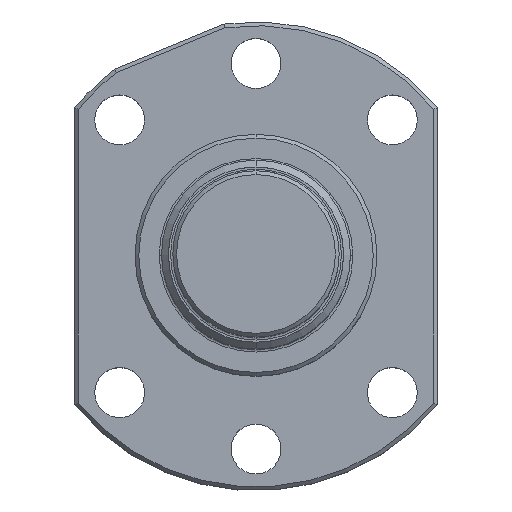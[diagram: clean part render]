
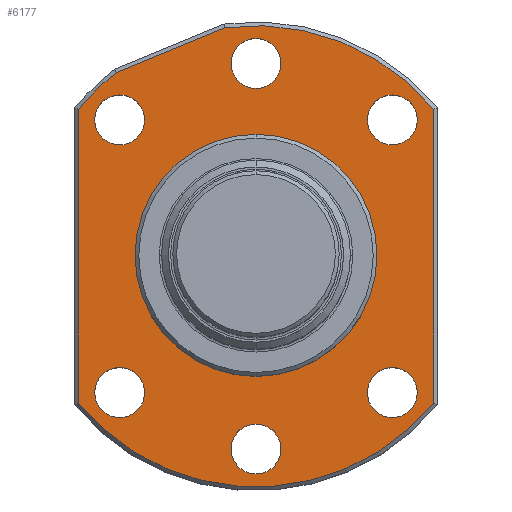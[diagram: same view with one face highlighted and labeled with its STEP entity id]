
A CAD part, top view. The second image highlights one B-rep face of the part: STEP entity #6177.
In plain terms, the highlighted planar face has unit normal (0, 0, 1).
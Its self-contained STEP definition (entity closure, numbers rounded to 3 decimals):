
#4575=CARTESIAN_POINT('',(0.,0.,12.));
#4576=DIRECTION('',(0.,0.,-1.));
#4577=DIRECTION('',(-1.,0.,0.));
#4578=AXIS2_PLACEMENT_3D('',#4575,#4576,#4577);
#4598=CARTESIAN_POINT('',(0.,0.,12.));
#4599=DIRECTION('',(0.,0.,1.));
#4600=DIRECTION('',(-1.,0.,0.));
#4601=AXIS2_PLACEMENT_3D('',#4598,#4599,#4600);
#5007=CARTESIAN_POINT('',(-18.031,-18.031,12.));
#5008=DIRECTION('',(0.,0.,-1.));
#5009=DIRECTION('',(-1.,0.,0.));
#5010=AXIS2_PLACEMENT_3D('',#5007,#5008,#5009);
#5015=CARTESIAN_POINT('',(-18.031,-18.031,12.));
#5016=DIRECTION('',(0.,0.,-1.));
#5017=DIRECTION('',(1.,0.,0.));
#5018=AXIS2_PLACEMENT_3D('',#5015,#5016,#5017);
#5023=CARTESIAN_POINT('',(-25.5,0.,12.));
#5024=DIRECTION('',(0.,0.,-1.));
#5025=DIRECTION('',(-1.,0.,0.));
#5026=AXIS2_PLACEMENT_3D('',#5023,#5024,#5025);
#5031=CARTESIAN_POINT('',(-25.5,0.,12.));
#5032=DIRECTION('',(0.,0.,-1.));
#5033=DIRECTION('',(1.,0.,0.));
#5034=AXIS2_PLACEMENT_3D('',#5031,#5032,#5033);
#5039=CARTESIAN_POINT('',(-18.031,18.031,12.));
#5040=DIRECTION('',(0.,0.,-1.));
#5041=DIRECTION('',(-1.,0.,0.));
#5042=AXIS2_PLACEMENT_3D('',#5039,#5040,#5041);
#5047=CARTESIAN_POINT('',(-18.031,18.031,12.));
#5048=DIRECTION('',(0.,0.,-1.));
#5049=DIRECTION('',(1.,0.,0.));
#5050=AXIS2_PLACEMENT_3D('',#5047,#5048,#5049);
#5055=CARTESIAN_POINT('',(18.031,-18.031,12.));
#5056=DIRECTION('',(0.,0.,1.));
#5057=DIRECTION('',(1.,0.,0.));
#5058=AXIS2_PLACEMENT_3D('',#5055,#5056,#5057);
#5063=CARTESIAN_POINT('',(18.031,-18.031,12.));
#5064=DIRECTION('',(0.,0.,1.));
#5065=DIRECTION('',(-1.,0.,0.));
#5066=AXIS2_PLACEMENT_3D('',#5063,#5064,#5065);
#5071=CARTESIAN_POINT('',(25.5,0.,12.));
#5072=DIRECTION('',(0.,0.,1.));
#5073=DIRECTION('',(1.,0.,0.));
#5074=AXIS2_PLACEMENT_3D('',#5071,#5072,#5073);
#5079=CARTESIAN_POINT('',(25.5,0.,12.));
#5080=DIRECTION('',(0.,0.,1.));
#5081=DIRECTION('',(-1.,0.,0.));
#5082=AXIS2_PLACEMENT_3D('',#5079,#5080,#5081);
#5087=CARTESIAN_POINT('',(18.031,18.031,12.));
#5088=DIRECTION('',(0.,0.,1.));
#5089=DIRECTION('',(1.,0.,0.));
#5090=AXIS2_PLACEMENT_3D('',#5087,#5088,#5089);
#5095=CARTESIAN_POINT('',(18.031,18.031,12.));
#5096=DIRECTION('',(0.,0.,1.));
#5097=DIRECTION('',(-1.,0.,0.));
#5098=AXIS2_PLACEMENT_3D('',#5095,#5096,#5097);
#5103=DIRECTION('',(-0.383,0.924,0.));
#5104=VECTOR('',#5103,15.492);
#5105=CARTESIAN_POINT('',(30.219,4.133,12.));
#5106=LINE('',#5105,#5104);
#5110=DIRECTION('',(1.,0.,0.));
#5111=VECTOR('',#5110,38.884);
#5112=CARTESIAN_POINT('',(-19.442,-23.5,
12.));
#5113=LINE('',#5112,#5111);
#5117=DIRECTION('',(-1.,0.,0.));
#5118=VECTOR('',#5117,38.884);
#5119=CARTESIAN_POINT('',(19.442,23.5,12.));
#5120=LINE('',#5119,#5118);
#5334=CARTESIAN_POINT('',(0.,0.,12.));
#5335=DIRECTION('',(0.,0.,1.));
#5336=DIRECTION('',(-0.637,0.77,0.));
#5337=AXIS2_PLACEMENT_3D('',#5334,#5335,#5336);
#5347=CARTESIAN_POINT('',(-19.442,23.5,12.));
#5352=CARTESIAN_POINT('',(19.442,23.5,12.));
#5501=CARTESIAN_POINT('',(19.442,-23.5,12.));
#5525=CARTESIAN_POINT('',(0.,0.,12.));
#5526=DIRECTION('',(0.,0.,1.));
#5527=DIRECTION('',(0.796,0.605,0.));
#5528=AXIS2_PLACEMENT_3D('',#5525,#5526,#5527);
#5558=CARTESIAN_POINT('',(0.,0.,12.));
#5559=DIRECTION('',(0.,0.,1.));
#5560=DIRECTION('',(0.637,-0.77,0.));
#5561=AXIS2_PLACEMENT_3D('',#5558,#5559,#5560);
#5604=CARTESIAN_POINT('',(-12.,0.,12.));
#5606=VERTEX_POINT('',#5604);
#5608=CARTESIAN_POINT('',(12.,0.,12.));
#5610=VERTEX_POINT('',#5608);
#5621=VERTEX_POINT('',#5347);
#5622=VERTEX_POINT('',#5352);
#5625=VERTEX_POINT('',#5501);
#5628=CARTESIAN_POINT('',(-19.442,-23.5,12.));
#5629=VERTEX_POINT('',#5628);
#5652=CARTESIAN_POINT('',(30.219,4.133,12.));
#5653=CARTESIAN_POINT('',(24.29,18.446,12.));
#5654=VERTEX_POINT('',#5652);
#5655=VERTEX_POINT('',#5653);
#5697=CARTESIAN_POINT('',(-21.331,-18.031,12.));
#5698=CARTESIAN_POINT('',(-14.731,-18.031,12.));
#5699=VERTEX_POINT('',#5697);
#5700=VERTEX_POINT('',#5698);
#5705=CARTESIAN_POINT('',(-28.8,0.,12.));
#5706=CARTESIAN_POINT('',(-22.2,0.,12.));
#5707=VERTEX_POINT('',#5705);
#5708=VERTEX_POINT('',#5706);
#5713=CARTESIAN_POINT('',(-21.331,18.031,12.));
#5714=CARTESIAN_POINT('',(-14.731,18.031,12.));
#5715=VERTEX_POINT('',#5713);
#5716=VERTEX_POINT('',#5714);
#5717=CARTESIAN_POINT('',(21.331,-18.031,12.));
#5719=VERTEX_POINT('',#5717);
#5721=CARTESIAN_POINT('',(14.731,-18.031,12.));
#5723=VERTEX_POINT('',#5721);
#5725=CARTESIAN_POINT('',(28.8,0.,12.));
#5727=VERTEX_POINT('',#5725);
#5729=CARTESIAN_POINT('',(22.2,0.,12.));
#5731=VERTEX_POINT('',#5729);
#5733=CARTESIAN_POINT('',(21.331,18.031,12.));
#5735=VERTEX_POINT('',#5733);
#5737=CARTESIAN_POINT('',(14.731,18.031,12.));
#5739=VERTEX_POINT('',#5737);
#6120=CARTESIAN_POINT('',(0.,0.,12.));
#6121=DIRECTION('',(0.,0.,-1.));
#6122=DIRECTION('',(1.,0.,0.));
#6123=AXIS2_PLACEMENT_3D('',#6120,#6121,#6122);
#6124=PLANE('',#6123);
#6126=ORIENTED_EDGE('',*,*,#6125,.F.);
#6128=ORIENTED_EDGE('',*,*,#6127,.F.);
#6130=ORIENTED_EDGE('',*,*,#6129,.F.);
#6132=ORIENTED_EDGE('',*,*,#6131,.F.);
#6134=ORIENTED_EDGE('',*,*,#6133,.F.);
#6136=ORIENTED_EDGE('',*,*,#6135,.F.);
#6137=EDGE_LOOP('',(#6126,#6128,#6130,#6132,#6134,#6136));
#6138=FACE_OUTER_BOUND('',#6137,.F.);
#6139=ORIENTED_EDGE('',*,*,#6100,.F.);
#6140=ORIENTED_EDGE('',*,*,#6114,.F.);
#6141=EDGE_LOOP('',(#6139,#6140));
#6142=FACE_BOUND('',#6141,.F.);
#6144=ORIENTED_EDGE('',*,*,#6143,.F.);
#6146=ORIENTED_EDGE('',*,*,#6145,.F.);
#6147=EDGE_LOOP('',(#6144,#6146));
#6148=FACE_BOUND('',#6147,.F.);
#6150=ORIENTED_EDGE('',*,*,#6149,.F.);
#6152=ORIENTED_EDGE('',*,*,#6151,.F.);
#6153=EDGE_LOOP('',(#6150,#6152));
#6154=FACE_BOUND('',#6153,.F.);
#6156=ORIENTED_EDGE('',*,*,#6155,.T.);
#6158=ORIENTED_EDGE('',*,*,#6157,.T.);
#6159=EDGE_LOOP('',(#6156,#6158));
#6160=FACE_BOUND('',#6159,.F.);
#6162=ORIENTED_EDGE('',*,*,#6161,.T.);
#6164=ORIENTED_EDGE('',*,*,#6163,.T.);
#6165=EDGE_LOOP('',(#6162,#6164));
#6166=FACE_BOUND('',#6165,.F.);
#6168=ORIENTED_EDGE('',*,*,#6167,.T.);
#6170=ORIENTED_EDGE('',*,*,#6169,.T.);
#6171=EDGE_LOOP('',(#6168,#6170));
#6172=FACE_BOUND('',#6171,.F.);
#6173=ORIENTED_EDGE('',*,*,#5760,.F.);
#6174=ORIENTED_EDGE('',*,*,#5778,.T.);
#6175=EDGE_LOOP('',(#6173,#6174));
#6176=FACE_BOUND('',#6175,.F.);
#4579=CIRCLE('',#4578,12.);
#4602=CIRCLE('',#4601,12.);
#5011=CIRCLE('',#5010,3.3);
#5019=CIRCLE('',#5018,3.3);
#5027=CIRCLE('',#5026,3.3);
#5035=CIRCLE('',#5034,3.3);
#5043=CIRCLE('',#5042,3.3);
#5051=CIRCLE('',#5050,3.3);
#5059=CIRCLE('',#5058,3.3);
#5067=CIRCLE('',#5066,3.3);
#5075=CIRCLE('',#5074,3.3);
#5083=CIRCLE('',#5082,3.3);
#5091=CIRCLE('',#5090,3.3);
#5099=CIRCLE('',#5098,3.3);
#5338=CIRCLE('',#5337,30.5);
#5529=CIRCLE('',#5528,30.5);
#5562=CIRCLE('',#5561,30.5);
#5760=EDGE_CURVE('',#5606,#5610,#4579,.T.);
#5778=EDGE_CURVE('',#5606,#5610,#4602,.T.);
#6100=EDGE_CURVE('',#5699,#5700,#5011,.T.);
#6114=EDGE_CURVE('',#5700,#5699,#5019,.T.);
#6125=EDGE_CURVE('',#5654,#5655,#5106,.T.);
#6127=EDGE_CURVE('',#5625,#5654,#5562,.T.);
#6129=EDGE_CURVE('',#5629,#5625,#5113,.T.);
#6131=EDGE_CURVE('',#5621,#5629,#5338,.T.);
#6133=EDGE_CURVE('',#5622,#5621,#5120,.T.);
#6135=EDGE_CURVE('',#5655,#5622,#5529,.T.);
#6143=EDGE_CURVE('',#5707,#5708,#5027,.T.);
#6145=EDGE_CURVE('',#5708,#5707,#5035,.T.);
#6149=EDGE_CURVE('',#5715,#5716,#5043,.T.);
#6151=EDGE_CURVE('',#5716,#5715,#5051,.T.);
#6155=EDGE_CURVE('',#5719,#5723,#5059,.T.);
#6157=EDGE_CURVE('',#5723,#5719,#5067,.T.);
#6161=EDGE_CURVE('',#5727,#5731,#5075,.T.);
#6163=EDGE_CURVE('',#5731,#5727,#5083,.T.);
#6167=EDGE_CURVE('',#5735,#5739,#5091,.T.);
#6169=EDGE_CURVE('',#5739,#5735,#5099,.T.);
#6177=ADVANCED_FACE('',(#6138,#6142,#6148,#6154,#6160,#6166,#6172,#6176),#6124,
.F.);
